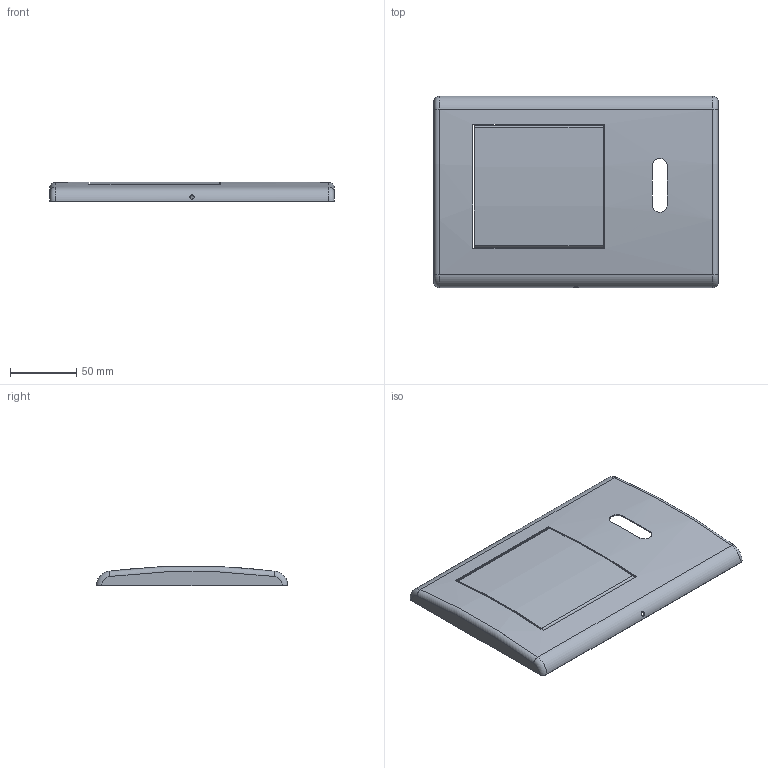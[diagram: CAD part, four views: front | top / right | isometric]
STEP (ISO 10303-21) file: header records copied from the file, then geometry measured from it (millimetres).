
FILE_DESCRIPTION((''),'2;1');
FILE_NAME('9_240_350_ASM','2010-11-15T',('mmeiser'),('NET'),'PRO/ENGINEER BY PARAMETRIC TECHNOLOGY CORPORATION, 2010230','PRO/ENGINEER BY PARAMETRIC TECHNOLOGY CORPORATION, 2010230','');
FILE_SCHEMA(('AUTOMOTIVE_DESIGN_CC2 { 1 2 10303 214 -1 1 5 2 }'));
Length unit declared in the file: millimetre
Products named in the file (6): SP840_022_00; SP840_004_01; SP849_006_00_ASM; VP210_230_21_ASM; SP849_009_01_ASM; 9_240_350_ASM
Assembly tree (5 placements, depth 5):
  9_240_350_ASM
    SP849_009_01_ASM
      VP210_230_21_ASM
        SP849_006_00_ASM
          SP840_022_00
          SP840_004_01
Bounding box: 214 x 144 x 15 mm (x, y, z)
Volume: 29087.6 mm3; surface area: 74079.5 mm2
Topology: 2 solids, 2 shells, 119 faces, 350 edges, 228 vertices
Faces by surface type: plane 59, cylinder 48, torus 12
Entity records: 4321 total; most frequent: CARTESIAN_POINT 802, DIRECTION 726, ORIENTED_EDGE 700, EDGE_CURVE 350, AXIS2_PLACEMENT_3D 250, VERTEX_POINT 228, VECTOR 226, LINE 226
